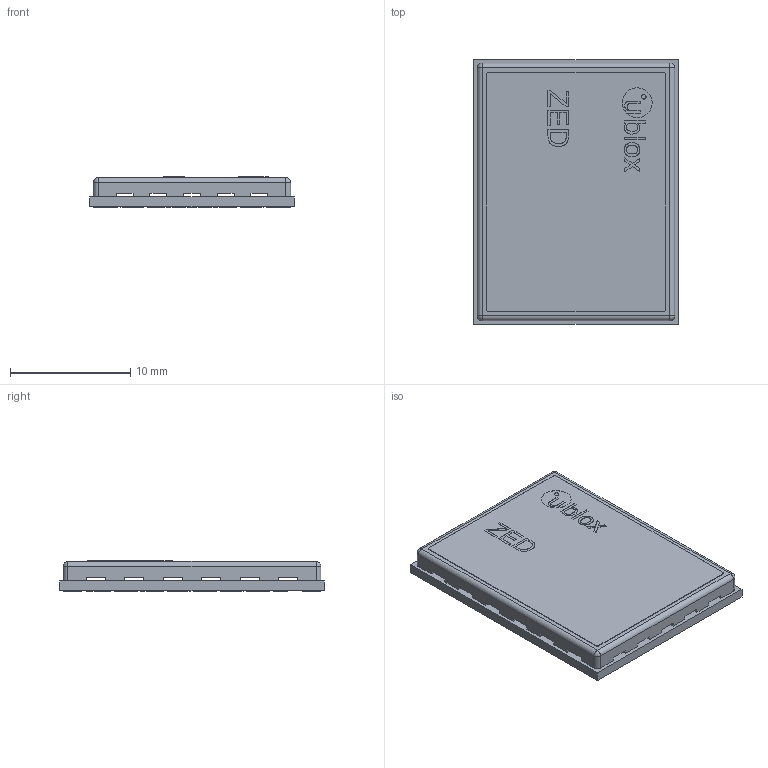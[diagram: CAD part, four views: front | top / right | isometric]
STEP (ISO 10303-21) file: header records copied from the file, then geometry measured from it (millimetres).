
FILE_DESCRIPTION(/* description */ ('STEP AP242','CAx-IF Rec.Pracs.---Representation and Presentation of Product Manufacturing Information (PMI)---4.0---2014-10-13','CAx-IF Rec.Pracs.---3D Tessellated Geometry---0.4---2014-09-14','2;1'),/* implementation_level */ '2;1');
FILE_NAME(/* name */ '67e27ac635061f3e461858b3',/* time_stamp */ '2025-03-25T09:43:35Z',/* author */ (''),/* organization */ (''),/* preprocessor_version */ 'ST-DEVELOPER v20',/* originating_system */ 'ONSHAPE BY PTC INC, 1.195',/* authorisation */ ' ');
FILE_SCHEMA (('AP242_MANAGED_MODEL_BASED_3D_ENGINEERING_MIM_LF { 1 0 10303 442 1 1 4 }'));
Length unit declared in the file: metre
Products named in the file (115): User Library-zed-f9p; Imported; Imported_6; Imported_5; Imported_2; Imported_3; Imported_4
Assembly tree (114 placements, depth 2):
  User Library-zed-f9p
    Imported
    Imported_6
    Imported_6
    Imported
    Imported
    Imported
    Imported
    Imported
    Imported
    Imported
    Imported
    Imported_5
    Imported
    Imported
    Imported
    Imported_6
    Imported
    Imported
    Imported
    Imported
    Imported
    Imported
    Imported_6
    Imported
    Imported
    Imported
    Imported
    Imported
    Imported
    Imported
    Imported
    Imported
    Imported_6
    Imported
    Imported
    Imported
    Imported
    Imported
    Imported
    Imported
    Imported
    Imported
    Imported
    Imported
    Imported
    Imported
    Imported
    Imported
    Imported
    Imported
    Imported
    Imported
    Imported
    Imported
    Imported
    Imported
    Imported
    Imported
    Imported
Bounding box: 17 x 22 x 2.5 mm (x, y, z)
Volume: 405.5 mm3; surface area: 2577.8 mm2
Topology: 114 solids, 114 shells, 871 faces, 1913 edges, 1262 vertices
Faces by surface type: plane 802, bspline 31, cylinder 30, sphere 8
Full cylindrical faces by diameter (mm): 0.372 x1
Entity records: 26540 total; most frequent: CARTESIAN_POINT 4591, ORIENTED_EDGE 3808, DIRECTION 3800, EDGE_CURVE 1904, LINE 1770, VECTOR 1770, VERTEX_POINT 1262, AXIS2_PLACEMENT_3D 1015
